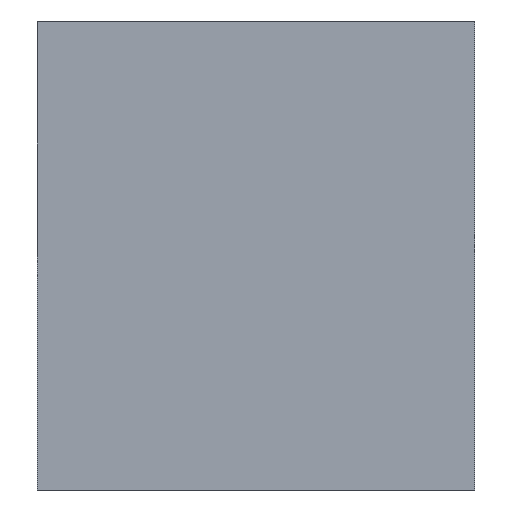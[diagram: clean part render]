
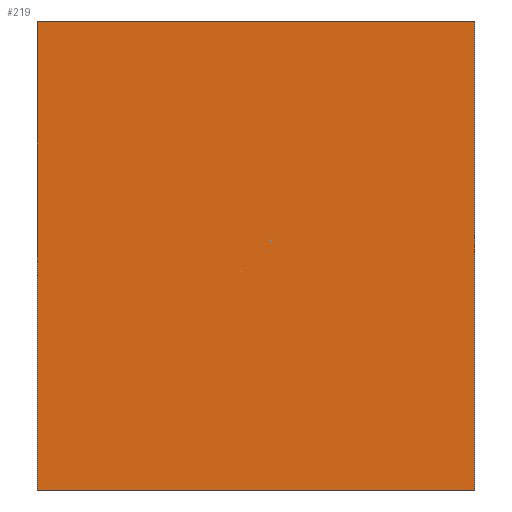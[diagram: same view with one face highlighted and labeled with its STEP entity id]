
A CAD part, front view. The second image highlights one B-rep face of the part: STEP entity #219.
In plain terms, the highlighted planar face has unit normal (0, -1, 0).
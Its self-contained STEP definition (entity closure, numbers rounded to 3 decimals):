
#26=PLANE('',#249);
#39=FACE_OUTER_BOUND('',#54,.T.);
#54=EDGE_LOOP('',(#184,#185,#186,#187));
#64=LINE('',#334,#89);
#75=LINE('',#356,#100);
#78=LINE('',#362,#103);
#79=LINE('',#363,#104);
#89=VECTOR('',#274,10.);
#100=VECTOR('',#291,10.);
#103=VECTOR('',#296,10.);
#104=VECTOR('',#297,10.);
#117=VERTEX_POINT('',#331);
#118=VERTEX_POINT('',#333);
#126=VERTEX_POINT('',#355);
#128=VERTEX_POINT('',#361);
#136=EDGE_CURVE('',#118,#117,#64,.T.);
#147=EDGE_CURVE('',#126,#118,#75,.T.);
#150=EDGE_CURVE('',#117,#128,#78,.T.);
#151=EDGE_CURVE('',#128,#126,#79,.T.);
#184=ORIENTED_EDGE('',*,*,#136,.T.);
#185=ORIENTED_EDGE('',*,*,#150,.T.);
#186=ORIENTED_EDGE('',*,*,#151,.T.);
#187=ORIENTED_EDGE('',*,*,#147,.T.);
#219=ADVANCED_FACE('',(#39),#26,.T.);
#249=AXIS2_PLACEMENT_3D('',#360,#294,#295);
#274=DIRECTION('',(-1.,0.,0.));
#291=DIRECTION('',(0.,0.,1.));
#294=DIRECTION('center_axis',(0.,-1.,0.));
#295=DIRECTION('ref_axis',(1.,0.,0.));
#296=DIRECTION('',(0.,0.,-1.));
#297=DIRECTION('',(1.,0.,0.));
#331=CARTESIAN_POINT('',(74.,-174.,74.));
#333=CARTESIAN_POINT('',(132.,-174.,74.));
#334=CARTESIAN_POINT('',(88.,-174.,74.));
#355=CARTESIAN_POINT('',(132.,-174.,12.));
#356=CARTESIAN_POINT('',(132.,-174.,12.));
#360=CARTESIAN_POINT('Origin',(73.,-174.,12.));
#361=CARTESIAN_POINT('',(74.,-174.,12.));
#362=CARTESIAN_POINT('',(74.,-174.,12.));
#363=CARTESIAN_POINT('',(73.,-174.,12.));
